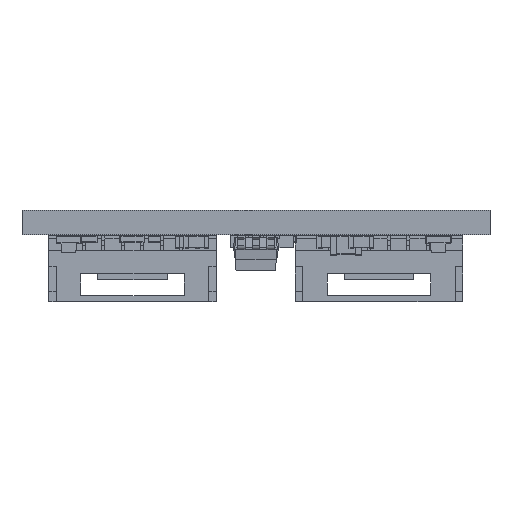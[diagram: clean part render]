
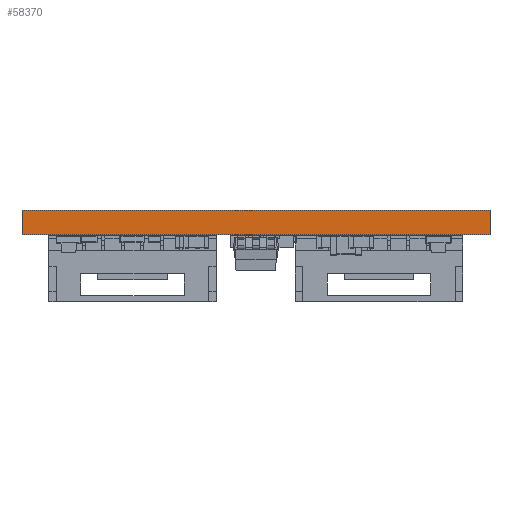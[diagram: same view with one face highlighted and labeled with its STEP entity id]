
A CAD part, left-side view. The second image highlights one B-rep face of the part: STEP entity #58370.
In plain terms, the highlighted planar face has unit normal (-1, 0, 0).
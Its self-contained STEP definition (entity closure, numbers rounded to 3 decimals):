
#52997 = PLANE('',#52998);
#52998 = AXIS2_PLACEMENT_3D('',#52999,#53000,#53001);
#52999 = CARTESIAN_POINT('',(150.594,-100.317,0.));
#53000 = DIRECTION('',(-0.,-0.,-1.));
#53001 = DIRECTION('',(-1.,0.,0.));
#53053 = PLANE('',#53054);
#53054 = AXIS2_PLACEMENT_3D('',#53055,#53056,#53057);
#53055 = CARTESIAN_POINT('',(150.594,-100.317,1.58));
#53056 = DIRECTION('',(-0.,-0.,-1.));
#53057 = DIRECTION('',(-1.,0.,0.));
#53269 = VERTEX_POINT('',#53270);
#53270 = CARTESIAN_POINT('',(135.594,-115.317,0.));
#53284 = PLANE('',#53285);
#53285 = AXIS2_PLACEMENT_3D('',#53286,#53287,#53288);
#53286 = CARTESIAN_POINT('',(165.594,-115.317,0.));
#53287 = DIRECTION('',(0.,-1.,0.));
#53288 = DIRECTION('',(-1.,0.,0.));
#53296 = EDGE_CURVE('',#53269,#53297,#53299,.T.);
#53297 = VERTEX_POINT('',#53298);
#53298 = CARTESIAN_POINT('',(135.594,-85.317,0.));
#53299 = SURFACE_CURVE('',#53300,(#53304,#53311),.PCURVE_S1.);
#53300 = LINE('',#53301,#53302);
#53301 = CARTESIAN_POINT('',(135.594,-115.317,0.));
#53302 = VECTOR('',#53303,1.);
#53303 = DIRECTION('',(0.,1.,0.));
#53304 = PCURVE('',#52997,#53305);
#53305 = DEFINITIONAL_REPRESENTATION('',(#53306),#53310);
#53306 = LINE('',#53307,#53308);
#53307 = CARTESIAN_POINT('',(15.,-15.));
#53308 = VECTOR('',#53309,1.);
#53309 = DIRECTION('',(0.,1.));
#53310 = ( GEOMETRIC_REPRESENTATION_CONTEXT(2) 
PARAMETRIC_REPRESENTATION_CONTEXT() REPRESENTATION_CONTEXT('2D SPACE',''
  ) );
#53311 = PCURVE('',#53312,#53317);
#53312 = PLANE('',#53313);
#53313 = AXIS2_PLACEMENT_3D('',#53314,#53315,#53316);
#53314 = CARTESIAN_POINT('',(135.594,-115.317,0.));
#53315 = DIRECTION('',(-1.,0.,0.));
#53316 = DIRECTION('',(0.,1.,0.));
#53317 = DEFINITIONAL_REPRESENTATION('',(#53318),#53322);
#53318 = LINE('',#53319,#53320);
#53319 = CARTESIAN_POINT('',(0.,0.));
#53320 = VECTOR('',#53321,1.);
#53321 = DIRECTION('',(1.,0.));
#53322 = ( GEOMETRIC_REPRESENTATION_CONTEXT(2) 
PARAMETRIC_REPRESENTATION_CONTEXT() REPRESENTATION_CONTEXT('2D SPACE',''
  ) );
#53340 = PLANE('',#53341);
#53341 = AXIS2_PLACEMENT_3D('',#53342,#53343,#53344);
#53342 = CARTESIAN_POINT('',(135.594,-85.317,0.));
#53343 = DIRECTION('',(0.,1.,0.));
#53344 = DIRECTION('',(1.,0.,0.));
#56034 = VERTEX_POINT('',#56035);
#56035 = CARTESIAN_POINT('',(135.594,-115.317,1.58));
#56056 = EDGE_CURVE('',#56034,#56057,#56059,.T.);
#56057 = VERTEX_POINT('',#56058);
#56058 = CARTESIAN_POINT('',(135.594,-85.317,1.58));
#56059 = SURFACE_CURVE('',#56060,(#56064,#56071),.PCURVE_S1.);
#56060 = LINE('',#56061,#56062);
#56061 = CARTESIAN_POINT('',(135.594,-115.317,1.58));
#56062 = VECTOR('',#56063,1.);
#56063 = DIRECTION('',(0.,1.,0.));
#56064 = PCURVE('',#53053,#56065);
#56065 = DEFINITIONAL_REPRESENTATION('',(#56066),#56070);
#56066 = LINE('',#56067,#56068);
#56067 = CARTESIAN_POINT('',(15.,-15.));
#56068 = VECTOR('',#56069,1.);
#56069 = DIRECTION('',(0.,1.));
#56070 = ( GEOMETRIC_REPRESENTATION_CONTEXT(2) 
PARAMETRIC_REPRESENTATION_CONTEXT() REPRESENTATION_CONTEXT('2D SPACE',''
  ) );
#56071 = PCURVE('',#53312,#56072);
#56072 = DEFINITIONAL_REPRESENTATION('',(#56073),#56077);
#56073 = LINE('',#56074,#56075);
#56074 = CARTESIAN_POINT('',(0.,-1.58));
#56075 = VECTOR('',#56076,1.);
#56076 = DIRECTION('',(1.,0.));
#56077 = ( GEOMETRIC_REPRESENTATION_CONTEXT(2) 
PARAMETRIC_REPRESENTATION_CONTEXT() REPRESENTATION_CONTEXT('2D SPACE',''
  ) );
#58348 = EDGE_CURVE('',#53297,#56057,#58349,.T.);
#58349 = SURFACE_CURVE('',#58350,(#58354,#58361),.PCURVE_S1.);
#58350 = LINE('',#58351,#58352);
#58351 = CARTESIAN_POINT('',(135.594,-85.317,0.));
#58352 = VECTOR('',#58353,1.);
#58353 = DIRECTION('',(0.,0.,1.));
#58354 = PCURVE('',#53340,#58355);
#58355 = DEFINITIONAL_REPRESENTATION('',(#58356),#58360);
#58356 = LINE('',#58357,#58358);
#58357 = CARTESIAN_POINT('',(0.,0.));
#58358 = VECTOR('',#58359,1.);
#58359 = DIRECTION('',(0.,-1.));
#58360 = ( GEOMETRIC_REPRESENTATION_CONTEXT(2) 
PARAMETRIC_REPRESENTATION_CONTEXT() REPRESENTATION_CONTEXT('2D SPACE',''
  ) );
#58361 = PCURVE('',#53312,#58362);
#58362 = DEFINITIONAL_REPRESENTATION('',(#58363),#58367);
#58363 = LINE('',#58364,#58365);
#58364 = CARTESIAN_POINT('',(30.,0.));
#58365 = VECTOR('',#58366,1.);
#58366 = DIRECTION('',(0.,-1.));
#58367 = ( GEOMETRIC_REPRESENTATION_CONTEXT(2) 
PARAMETRIC_REPRESENTATION_CONTEXT() REPRESENTATION_CONTEXT('2D SPACE',''
  ) );
#58370 = ADVANCED_FACE('',(#58371),#53312,.T.);
#58371 = FACE_BOUND('',#58372,.T.);
#58372 = EDGE_LOOP('',(#58373,#58394,#58395,#58396));
#58373 = ORIENTED_EDGE('',*,*,#58374,.T.);
#58374 = EDGE_CURVE('',#53269,#56034,#58375,.T.);
#58375 = SURFACE_CURVE('',#58376,(#58380,#58387),.PCURVE_S1.);
#58376 = LINE('',#58377,#58378);
#58377 = CARTESIAN_POINT('',(135.594,-115.317,0.));
#58378 = VECTOR('',#58379,1.);
#58379 = DIRECTION('',(0.,0.,1.));
#58380 = PCURVE('',#53312,#58381);
#58381 = DEFINITIONAL_REPRESENTATION('',(#58382),#58386);
#58382 = LINE('',#58383,#58384);
#58383 = CARTESIAN_POINT('',(0.,0.));
#58384 = VECTOR('',#58385,1.);
#58385 = DIRECTION('',(0.,-1.));
#58386 = ( GEOMETRIC_REPRESENTATION_CONTEXT(2) 
PARAMETRIC_REPRESENTATION_CONTEXT() REPRESENTATION_CONTEXT('2D SPACE',''
  ) );
#58387 = PCURVE('',#53284,#58388);
#58388 = DEFINITIONAL_REPRESENTATION('',(#58389),#58393);
#58389 = LINE('',#58390,#58391);
#58390 = CARTESIAN_POINT('',(30.,0.));
#58391 = VECTOR('',#58392,1.);
#58392 = DIRECTION('',(0.,-1.));
#58393 = ( GEOMETRIC_REPRESENTATION_CONTEXT(2) 
PARAMETRIC_REPRESENTATION_CONTEXT() REPRESENTATION_CONTEXT('2D SPACE',''
  ) );
#58394 = ORIENTED_EDGE('',*,*,#56056,.T.);
#58395 = ORIENTED_EDGE('',*,*,#58348,.F.);
#58396 = ORIENTED_EDGE('',*,*,#53296,.F.);
